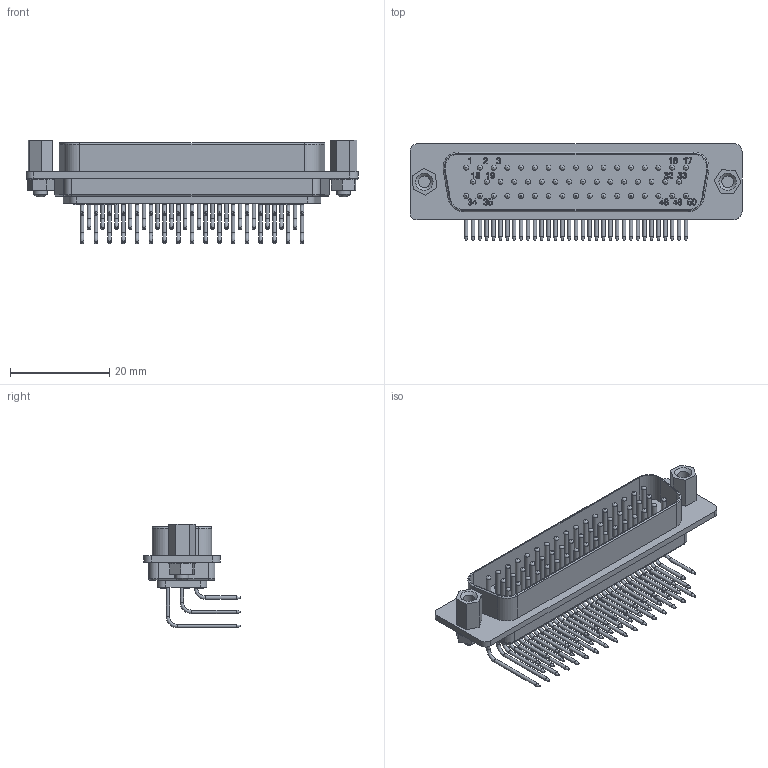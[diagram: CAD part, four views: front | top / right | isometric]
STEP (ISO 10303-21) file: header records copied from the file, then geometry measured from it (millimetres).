
FILE_DESCRIPTION(/* description */ ('Alibre Inc.'),/* implementation_level */ '2;1');
FILE_NAME(/* name */ 'export0',/* time_stamp */ '2011-09-28T08:08:41-07:00',/* author */ (''),/* organization */ (''),/* preprocessor_version */ 'ST-DEVELOPER v12',/* originating_system */ 'Alibre',/* authorisation */ '');
FILE_SCHEMA (('CONFIG_CONTROL_DESIGN'));
Length unit declared in the file: centimetre
Products named in the file (1): 112657
Bounding box: 66.93 x 19.43 x 20.85 mm (x, y, z)
Volume: 5757 mm3; surface area: 7354.9 mm2
Topology: 1 solids, 1 shells, 1632 faces, 4140 edges, 2704 vertices
Faces by surface type: bspline 754, plane 532, cylinder 184, torus 108, cone 54
Full cylindrical faces by diameter (mm): 0.711 x100, 0.991 x50, 2.362 x2, 2.794 x2, 5.588 x2
Entity records: 46959 total; most frequent: CARTESIAN_POINT 14774, ORIENTED_EDGE 7556, DIRECTION 3792, EDGE_CURVE 3778, VERTEX_POINT 2652, EDGE_LOOP 2136, FACE_BOUND 2136, VECTOR 1790
